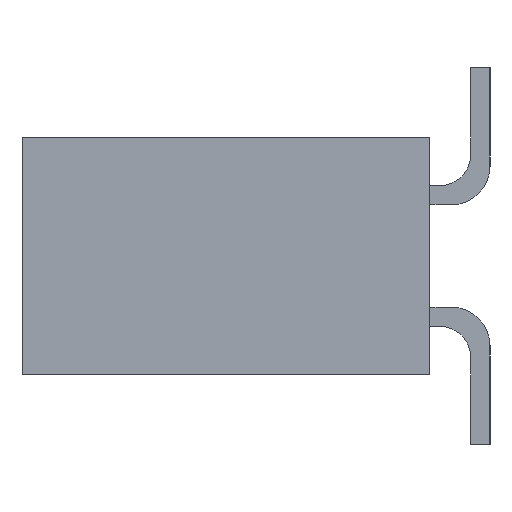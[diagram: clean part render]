
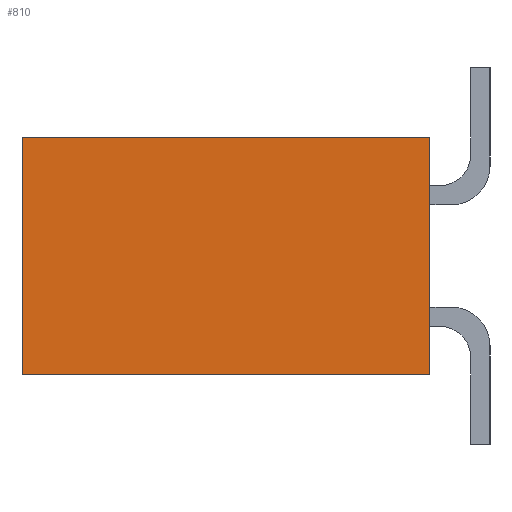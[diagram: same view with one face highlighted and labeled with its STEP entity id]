
A CAD part, left-side view. The second image highlights one B-rep face of the part: STEP entity #810.
In plain terms, the highlighted planar face has unit normal (-1, 0, 0).
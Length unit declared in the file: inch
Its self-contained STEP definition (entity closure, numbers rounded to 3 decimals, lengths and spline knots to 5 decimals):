
#810 = ADVANCED_FACE( '', ( #1644 ), #1645, .F. );
#1644 = FACE_OUTER_BOUND( '', #2462, .T. );
#1645 = PLANE( '', #2463 );
#2462 = EDGE_LOOP( '', ( #4834, #4835, #4836, #4837 ) );
#2463 = AXIS2_PLACEMENT_3D( '', #4838, #4839, #4840 );
#4834 = ORIENTED_EDGE( '', *, *, #4943, .T. );
#4835 = ORIENTED_EDGE( '', *, *, #5134, .F. );
#4836 = ORIENTED_EDGE( '', *, *, #5728, .F. );
#4837 = ORIENTED_EDGE( '', *, *, #5467, .T. );
#4838 = CARTESIAN_POINT( '', ( -0.41, 0.335, -0.0975 ) );
#4839 = DIRECTION( '', ( 1., 0., 0. ) );
#4840 = DIRECTION( '', ( 0., 0., -1. ) );
#4943 = EDGE_CURVE( '', #5938, #5936, #5939, .T. );
#5134 = EDGE_CURVE( '', #6269, #5936, #6271, .T. );
#5467 = EDGE_CURVE( '', #6791, #5938, #6792, .T. );
#5728 = EDGE_CURVE( '', #6791, #6269, #7132, .T. );
#5936 = VERTEX_POINT( '', #7389 );
#5938 = VERTEX_POINT( '', #7392 );
#5939 = LINE( '', #7393, #7394 );
#6269 = VERTEX_POINT( '', #7863 );
#6271 = LINE( '', #7866, #7867 );
#6791 = VERTEX_POINT( '', #8626 );
#6792 = LINE( '', #8627, #8628 );
#7132 = LINE( '', #9138, #9139 );
#7389 = CARTESIAN_POINT( '', ( -0.41, 0., 0.0975 ) );
#7392 = CARTESIAN_POINT( '', ( -0.41, 0., -0.0975 ) );
#7393 = CARTESIAN_POINT( '', ( -0.41, 0., -0.0975 ) );
#7394 = VECTOR( '', #9349, 39.37008 );
#7863 = CARTESIAN_POINT( '', ( -0.41, 0.335, 0.0975 ) );
#7866 = CARTESIAN_POINT( '', ( -0.41, 0.335, 0.0975 ) );
#7867 = VECTOR( '', #9538, 39.37008 );
#8626 = CARTESIAN_POINT( '', ( -0.41, 0.335, -0.0975 ) );
#8627 = CARTESIAN_POINT( '', ( -0.41, 0.335, -0.0975 ) );
#8628 = VECTOR( '', #9847, 39.37008 );
#9138 = CARTESIAN_POINT( '', ( -0.41, 0.335, -0.0975 ) );
#9139 = VECTOR( '', #10057, 39.37008 );
#9349 = DIRECTION( '', ( 0., 0., 1. ) );
#9538 = DIRECTION( '', ( 0., -1., 0. ) );
#9847 = DIRECTION( '', ( 0., -1., 0. ) );
#10057 = DIRECTION( '', ( 0., 0., 1. ) );
